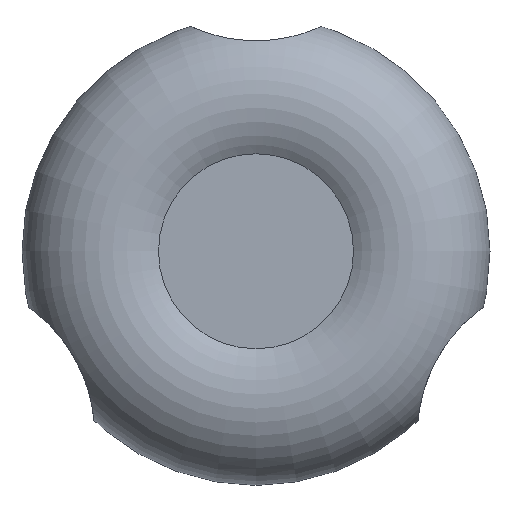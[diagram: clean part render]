
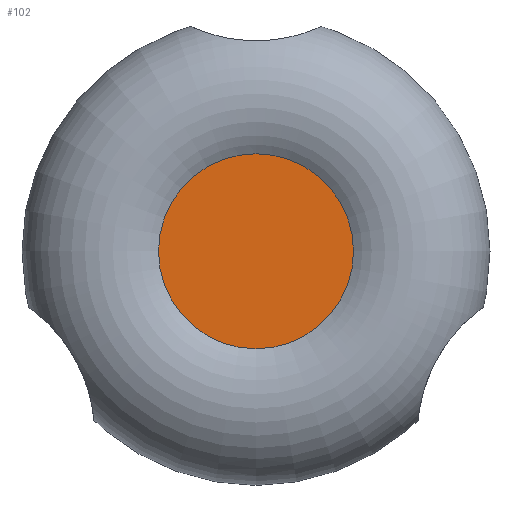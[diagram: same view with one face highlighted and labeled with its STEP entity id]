
A CAD part, top view. The second image highlights one B-rep face of the part: STEP entity #102.
In plain terms, the highlighted planar face has unit normal (0, 0, 1).
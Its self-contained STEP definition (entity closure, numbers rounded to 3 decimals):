
#102 = ADVANCED_FACE( '', ( #235 ), #236, .F. );
#235 = FACE_OUTER_BOUND( '', #409, .T. );
#236 = PLANE( '', #410 );
#409 = EDGE_LOOP( '', ( #656 ) );
#410 = AXIS2_PLACEMENT_3D( '', #657, #658, #659 );
#656 = ORIENTED_EDGE( '', *, *, #1029, .T. );
#657 = CARTESIAN_POINT( '', ( 0., 12.5, 36.374 ) );
#658 = DIRECTION( '', ( 0., 0., -1. ) );
#659 = DIRECTION( '', ( 0., 1., 0. ) );
#1029 = EDGE_CURVE( '', #1242, #1242, #1243, .T. );
#1242 = VERTEX_POINT( '', #1932 );
#1243 = CIRCLE( '', #1933, 12.5 );
#1932 = CARTESIAN_POINT( '', ( 0., -12.5, 36.374 ) );
#1933 = AXIS2_PLACEMENT_3D( '', #2335, #2336, #2337 );
#2335 = CARTESIAN_POINT( '', ( 0., 0., 36.374 ) );
#2336 = DIRECTION( '', ( 0., 0., 1. ) );
#2337 = DIRECTION( '', ( 0., -1., 0. ) );
